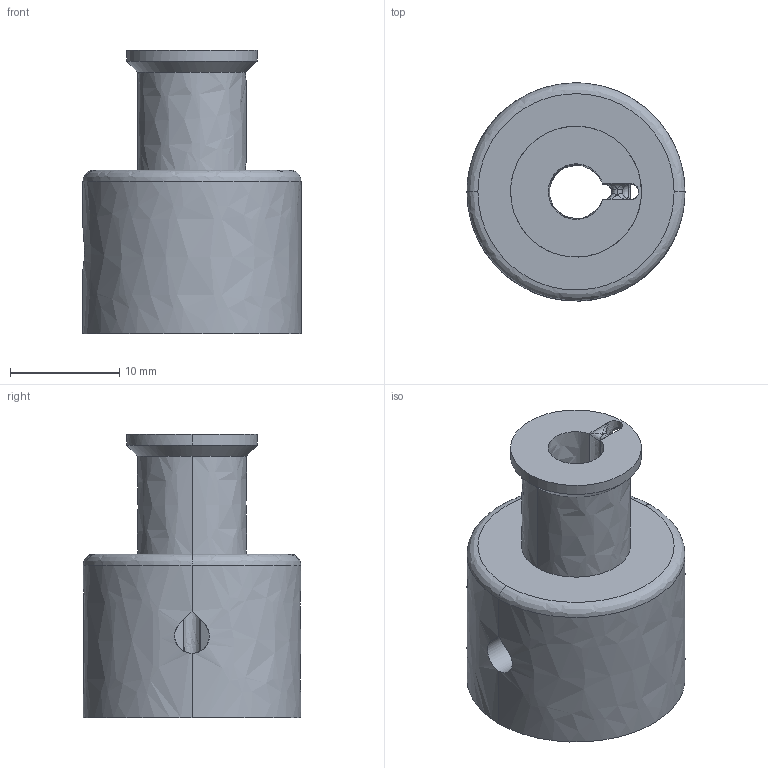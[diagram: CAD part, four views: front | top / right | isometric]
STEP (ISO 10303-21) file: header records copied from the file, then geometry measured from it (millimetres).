
FILE_DESCRIPTION(/* description */ (''),/* implementation_level */ '2;1');
FILE_NAME(/* name */ 'xypulley',/* time_stamp */ '2017-03-29T15:23:40+02:00',/* author */ (''),/* organization */ (''),/* preprocessor_version */ 'ST-DEVELOPER v15',/* originating_system */ '',/* authorisation */ '');
FILE_SCHEMA (('AUTOMOTIVE_DESIGN'));
Length unit declared in the file: millimetre
Products named in the file (1): Document
Bounding box: 20 x 19.99 x 26 mm (x, y, z)
Surface area: 2626.5 mm2 (no closed solid volume)
Topology: 0 solids, 1 shells, 62 faces, 178 edges, 106 vertices
Faces by surface type: bspline 46, plane 16
Entity records: 3323 total; most frequent: CARTESIAN_POINT 2326, ORIENTED_EDGE 341, EDGE_CURVE 171, VERTEX_POINT 106, B_SPLINE_CURVE_WITH_KNOTS 95, EDGE_LOOP 69, ADVANCED_FACE 62, FACE_OUTER_BOUND 62
